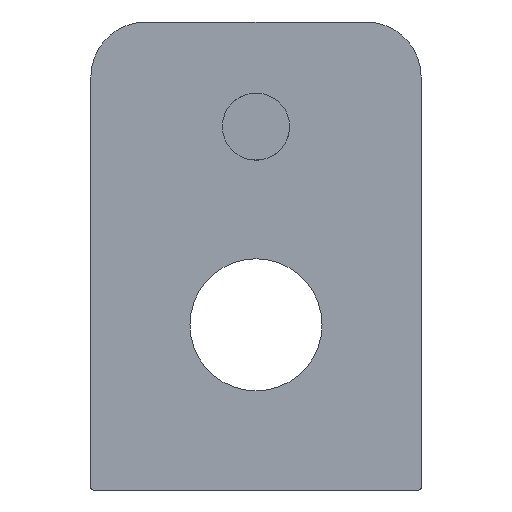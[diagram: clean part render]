
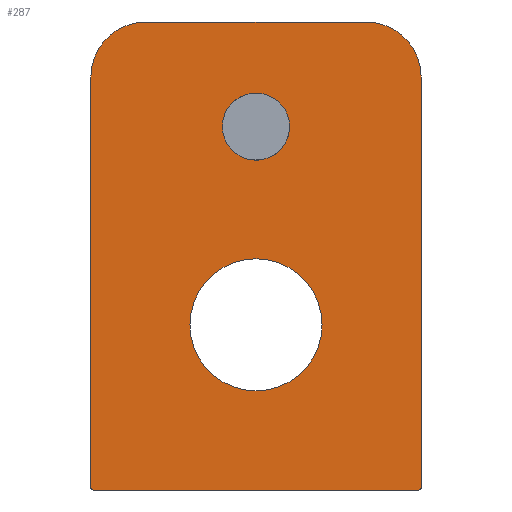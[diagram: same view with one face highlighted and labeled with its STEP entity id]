
A CAD part, front view. The second image highlights one B-rep face of the part: STEP entity #287.
In plain terms, the highlighted planar face has unit normal (0, -1, 0).
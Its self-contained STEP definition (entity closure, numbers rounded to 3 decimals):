
#33=LINE('',#454,#59);
#34=LINE('',#459,#60);
#35=LINE('',#463,#61);
#36=LINE('',#467,#62);
#59=VECTOR('',#369,1000.);
#60=VECTOR('',#372,1000.);
#61=VECTOR('',#375,1000.);
#62=VECTOR('',#378,1000.);
#91=ORIENTED_EDGE('',*,*,#168,.T.);
#92=ORIENTED_EDGE('',*,*,#169,.F.);
#93=ORIENTED_EDGE('',*,*,#170,.T.);
#94=ORIENTED_EDGE('',*,*,#171,.F.);
#95=ORIENTED_EDGE('',*,*,#172,.T.);
#96=ORIENTED_EDGE('',*,*,#173,.F.);
#97=ORIENTED_EDGE('',*,*,#174,.T.);
#98=ORIENTED_EDGE('',*,*,#175,.F.);
#99=ORIENTED_EDGE('',*,*,#176,.T.);
#100=ORIENTED_EDGE('',*,*,#161,.T.);
#161=EDGE_CURVE('',#199,#199,#224,.T.);
#168=EDGE_CURVE('',#206,#206,#227,.T.);
#169=EDGE_CURVE('',#207,#208,#33,.T.);
#170=EDGE_CURVE('',#207,#209,#228,.F.);
#171=EDGE_CURVE('',#210,#209,#34,.T.);
#172=EDGE_CURVE('',#210,#211,#229,.F.);
#173=EDGE_CURVE('',#212,#211,#35,.T.);
#174=EDGE_CURVE('',#212,#213,#230,.F.);
#175=EDGE_CURVE('',#214,#213,#36,.T.);
#176=EDGE_CURVE('',#214,#208,#231,.F.);
#199=VERTEX_POINT('',#437);
#206=VERTEX_POINT('',#453);
#207=VERTEX_POINT('',#455);
#208=VERTEX_POINT('',#456);
#209=VERTEX_POINT('',#458);
#210=VERTEX_POINT('',#460);
#211=VERTEX_POINT('',#462);
#212=VERTEX_POINT('',#464);
#213=VERTEX_POINT('',#466);
#214=VERTEX_POINT('',#468);
#224=CIRCLE('',#316,3.05);
#227=CIRCLE('',#321,6.);
#228=CIRCLE('',#322,0.2);
#229=CIRCLE('',#323,0.2);
#230=CIRCLE('',#324,5.);
#231=CIRCLE('',#325,5.);
#239=EDGE_LOOP('',(#91));
#240=EDGE_LOOP('',(#92,#93,#94,#95,#96,#97,#98,#99));
#241=EDGE_LOOP('',(#100));
#259=FACE_BOUND('',#239,.T.);
#260=FACE_BOUND('',#240,.T.);
#261=FACE_BOUND('',#241,.T.);
#277=PLANE('',#320);
#287=ADVANCED_FACE('',(#259,#260,#261),#277,.F.);
#316=AXIS2_PLACEMENT_3D('',#436,#353,#354);
#320=AXIS2_PLACEMENT_3D('',#451,#365,#366);
#321=AXIS2_PLACEMENT_3D('',#452,#367,#368);
#322=AXIS2_PLACEMENT_3D('',#457,#370,#371);
#323=AXIS2_PLACEMENT_3D('',#461,#373,#374);
#324=AXIS2_PLACEMENT_3D('',#465,#376,#377);
#325=AXIS2_PLACEMENT_3D('',#469,#379,#380);
#353=DIRECTION('',(0.,1.,0.));
#354=DIRECTION('',(1.,0.,0.));
#365=DIRECTION('',(0.,1.,0.));
#366=DIRECTION('',(0.,0.,1.));
#367=DIRECTION('',(0.,1.,0.));
#368=DIRECTION('',(1.,0.,0.));
#369=DIRECTION('',(0.,0.,1.));
#370=DIRECTION('',(0.,1.,0.));
#371=DIRECTION('',(0.,0.,1.));
#372=DIRECTION('',(-1.,0.,0.));
#373=DIRECTION('',(0.,1.,0.));
#374=DIRECTION('',(0.,0.,1.));
#375=DIRECTION('',(0.,0.,-1.));
#376=DIRECTION('',(0.,1.,0.));
#377=DIRECTION('',(0.,0.,1.));
#378=DIRECTION('',(1.,0.,0.));
#379=DIRECTION('',(0.,1.,0.));
#380=DIRECTION('',(0.,0.,1.));
#436=CARTESIAN_POINT('',(0.,1.,18.));
#437=CARTESIAN_POINT('',(3.05,1.,18.));
#451=CARTESIAN_POINT('',(0.,1.,0.));
#452=CARTESIAN_POINT('',(0.,1.,0.));
#453=CARTESIAN_POINT('',(6.,1.,0.));
#454=CARTESIAN_POINT('',(-15.,1.,-23.5));
#455=CARTESIAN_POINT('',(-15.,1.,-14.8));
#456=CARTESIAN_POINT('',(-15.,1.,22.5));
#457=CARTESIAN_POINT('',(-14.8,1.,-14.8));
#458=CARTESIAN_POINT('',(-14.8,1.,-15.));
#459=CARTESIAN_POINT('',(16.,1.,-15.));
#460=CARTESIAN_POINT('',(14.8,1.,-15.));
#461=CARTESIAN_POINT('',(14.8,1.,-14.8));
#462=CARTESIAN_POINT('',(15.,1.,-14.8));
#463=CARTESIAN_POINT('',(15.,1.,23.5));
#464=CARTESIAN_POINT('',(15.,1.,22.5));
#465=CARTESIAN_POINT('',(10.,1.,22.5));
#466=CARTESIAN_POINT('',(10.,1.,27.5));
#467=CARTESIAN_POINT('',(-16.,1.,27.5));
#468=CARTESIAN_POINT('',(-10.,1.,27.5));
#469=CARTESIAN_POINT('',(-10.,1.,22.5));
